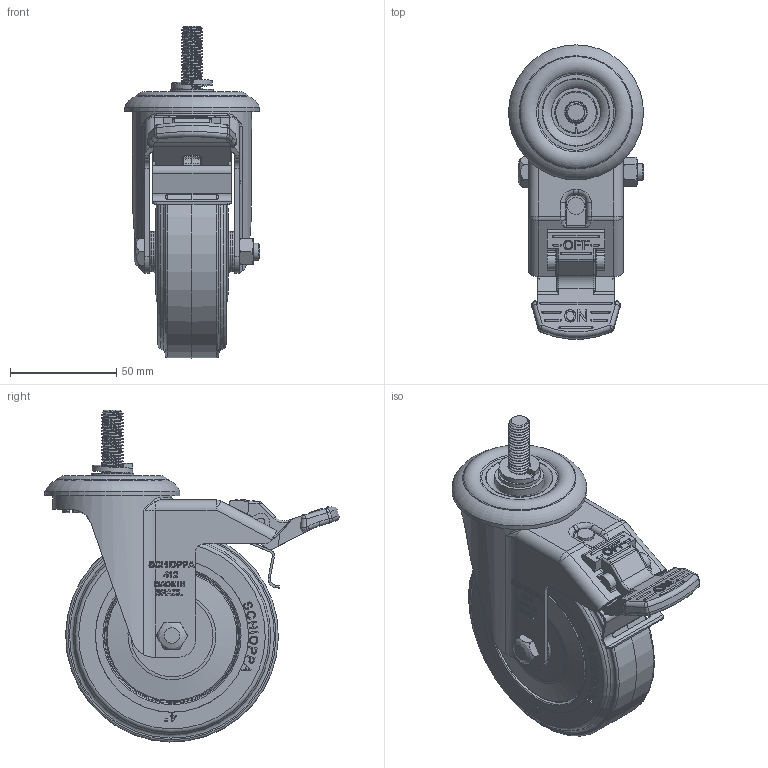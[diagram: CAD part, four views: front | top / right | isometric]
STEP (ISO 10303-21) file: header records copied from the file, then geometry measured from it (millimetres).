
FILE_DESCRIPTION(/* description */ (''),/* implementation_level */ '2;1');
FILE_NAME(/* name */ '31-SM10D4-1.step',/* time_stamp */ '2021-02-08T10:39:51-05:00',/* author */ (''),/* organization */ (''),/* preprocessor_version */ 'ST-DEVELOPER v18.1',/* originating_system */ 'Autodesk Translation Framework v9.7.1.1290',/* authorisation */ '');
FILE_SCHEMA (('AUTOMOTIVE_DESIGN { 1 0 10303 214 3 1 1 }'));
Length unit declared in the file: millimetre
Products named in the file (12): 31-SM10D4-1; SC GERAL 412_GLES G; SC GLEX 412 G; SC EIXO 312; R 412 BPE NPE NTE SPE TBE TPE UPE; Caster Hardware v2; M10SMW-0 v1; 98689A117; M10LKW-0 v1; 94241A560; M10x40BHCS-0 v1; 94500A336
Assembly tree (11 placements, depth 4):
  31-SM10D4-1
    SC GERAL 412_GLES G
      SC GLEX 412 G
    SC EIXO 312
    R 412 BPE NPE NTE SPE TBE TPE UPE
    Caster Hardware v2
      M10SMW-0 v1
        98689A117
      M10LKW-0 v1
        94241A560
      M10x40BHCS-0 v1
        94500A336
Bounding box: 63.5 x 138.32 x 156.06 mm (x, y, z)
Volume: 255138.3 mm3; surface area: 152468.5 mm2
Topology: 69 solids, 69 shells, 3247 faces, 8613 edges, 5481 vertices
Faces by surface type: plane 1470, cylinder 839, bspline 418, torus 316, sphere 133, cone 71
Full cylindrical faces by diameter (mm): 5 x1, 5.5 x2, 7.9 x1, 8 x1, 8.051 x26, 8.1 x3, 8.2 x2, 9.5 x1, 10 x27, 10.2 x2, 10.5 x1, 13.2 x1, 17 x5, 18 x1, 19 x2, 20 x1, 22.4 x2, 23 x1, 25.098 x1, 26.902 x1, 29.6 x2, 33 x2, 35 x2, 45.2 x1, 49 x1, 51.5 x1, 56 x1, 62 x2, 63.494 x1
Entity records: 139399 total; most frequent: CARTESIAN_POINT 62321, ORIENTED_EDGE 16910, DIRECTION 14494, EDGE_CURVE 8455, VERTEX_POINT 5481, AXIS2_PLACEMENT_3D 5030, LINE 4434, VECTOR 4434
